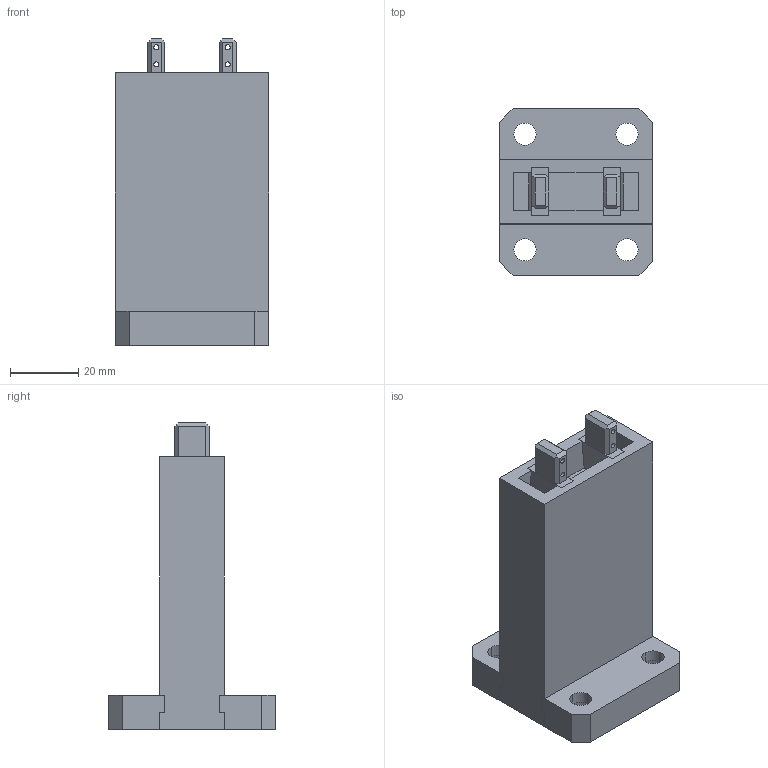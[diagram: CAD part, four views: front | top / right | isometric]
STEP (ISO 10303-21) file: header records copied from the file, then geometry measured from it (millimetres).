
FILE_DESCRIPTION (( 'STEP AP214' ), '1' );
FILE_NAME ('ŠJŽ¦—p_SV01.STEP', '2017-07-12T05:07:24', ( '' ), ( '' ), 'SwSTEP 2.0', 'SolidWorks 2016', '' );
FILE_SCHEMA (( 'AUTOMOTIVE_DESIGN' ));
Length unit declared in the file: millimetre
Products named in the file (6): 開示用_SV01_01_Holder; 開示用_SV01_04_Keyblock; 開示用_SV01_03_Holdcore; 開示用_SV01_02_Slidecore2; 開示用_SV01; 開示用_SV01_02_Slidecore1
Assembly tree (5 placements, depth 2):
  開示用_SV01
    開示用_SV01_01_Holder
    開示用_SV01_02_Slidecore1
    開示用_SV01_02_Slidecore2
    開示用_SV01_03_Holdcore
    開示用_SV01_04_Keyblock
Bounding box: 45 x 49 x 90 mm (x, y, z)
Volume: 76095 mm3; surface area: 26525.2 mm2
Topology: 6 solids, 6 shells, 145 faces, 370 edges, 243 vertices
Faces by surface type: plane 113, cylinder 28, cone 4
Entity records: 6158 total; most frequent: CARTESIAN_POINT 764, ORIENTED_EDGE 736, DIRECTION 732, EDGE_CURVE 368, VECTOR 310, LINE 310, VERTEX_POINT 243, AXIS2_PLACEMENT_3D 211
